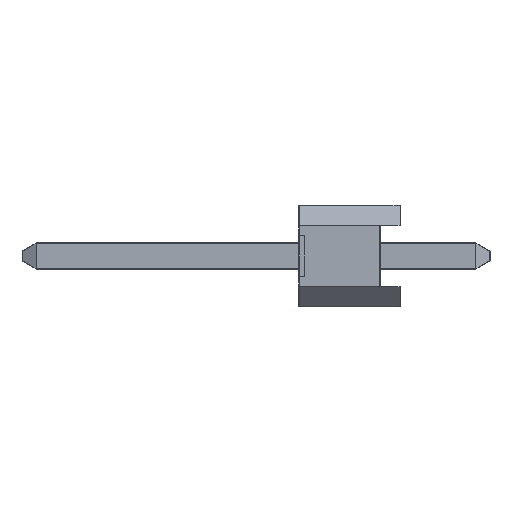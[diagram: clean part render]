
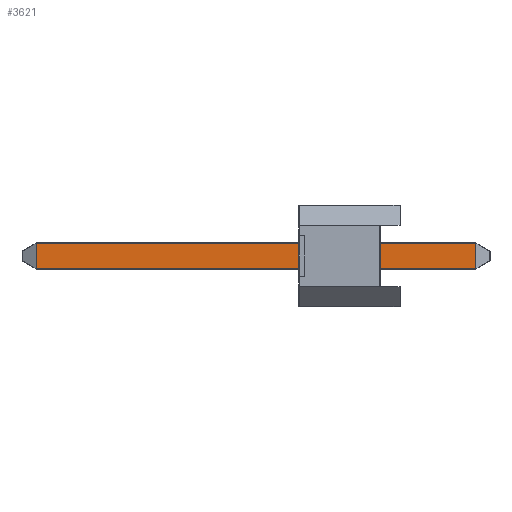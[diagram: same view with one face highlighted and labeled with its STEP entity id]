
A CAD part, left-side view. The second image highlights one B-rep face of the part: STEP entity #3621.
In plain terms, the highlighted planar face has unit normal (-1, 0, 0).
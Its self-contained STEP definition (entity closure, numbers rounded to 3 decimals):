
#34 = CARTESIAN_POINT ( 'NONE',  ( -0.32, 11.5, 0.31 ) ) ;
#296 = VERTEX_POINT ( 'NONE', #2192 ) ;
#356 = AXIS2_PLACEMENT_3D ( 'NONE', #2232, #2870, #1666 ) ;
#474 = VECTOR ( 'NONE', #3755, 1000. ) ;
#533 = VERTEX_POINT ( 'NONE', #1255 ) ;
#551 = CARTESIAN_POINT ( 'NONE',  ( -0.32, 11.5, -0.31 ) ) ;
#653 = CARTESIAN_POINT ( 'NONE',  ( -0.32, 11.154, -0.31 ) ) ;
#732 = CARTESIAN_POINT ( 'NONE',  ( -0.32, 0.346, -0.32 ) ) ;
#749 = EDGE_CURVE ( 'NONE', #533, #1167, #3218, .T. ) ;
#1166 = ORIENTED_EDGE ( 'NONE', *, *, #1592, .T. ) ;
#1167 = VERTEX_POINT ( 'NONE', #653 ) ;
#1255 = CARTESIAN_POINT ( 'NONE',  ( -0.32, 11.154, 0.31 ) ) ;
#1332 = ORIENTED_EDGE ( 'NONE', *, *, #1608, .T. ) ;
#1340 = DIRECTION ( 'NONE',  ( 0., 0., -1. ) ) ;
#1370 = DIRECTION ( 'NONE',  ( 0., -1., 0. ) ) ;
#1377 = PLANE ( 'NONE',  #356 ) ;
#1592 = EDGE_CURVE ( 'NONE', #296, #533, #2637, .T. ) ;
#1608 = EDGE_CURVE ( 'NONE', #1895, #296, #3693, .T. ) ;
#1666 = DIRECTION ( 'NONE',  ( 0., 0., -1. ) ) ;
#1787 = VECTOR ( 'NONE', #1876, 1000. ) ;
#1799 = CARTESIAN_POINT ( 'NONE',  ( -0.32, 0.346, -0.31 ) ) ;
#1830 = VECTOR ( 'NONE', #1340, 1000. ) ;
#1876 = DIRECTION ( 'NONE',  ( 0., 0., 1. ) ) ;
#1895 = VERTEX_POINT ( 'NONE', #1799 ) ;
#2033 = ORIENTED_EDGE ( 'NONE', *, *, #2416, .T. ) ;
#2192 = CARTESIAN_POINT ( 'NONE',  ( -0.32, 0.346, 0.31 ) ) ;
#2232 = CARTESIAN_POINT ( 'NONE',  ( -0.32, 11.5, -0.32 ) ) ;
#2244 = LINE ( 'NONE', #551, #3713 ) ;
#2416 = EDGE_CURVE ( 'NONE', #1167, #1895, #2244, .T. ) ;
#2637 = LINE ( 'NONE', #34, #474 ) ;
#2658 = EDGE_LOOP ( 'NONE', ( #3415, #2033, #1332, #1166 ) ) ;
#2870 = DIRECTION ( 'NONE',  ( 1., 0., 0. ) ) ;
#2924 = CARTESIAN_POINT ( 'NONE',  ( -0.32, 11.154, -0.32 ) ) ;
#3218 = LINE ( 'NONE', #2924, #1830 ) ;
#3415 = ORIENTED_EDGE ( 'NONE', *, *, #749, .T. ) ;
#3420 = FACE_OUTER_BOUND ( 'NONE', #2658, .T. ) ;
#3621 = ADVANCED_FACE ( 'NONE', ( #3420 ), #1377, .F. ) ;
#3693 = LINE ( 'NONE', #732, #1787 ) ;
#3713 = VECTOR ( 'NONE', #1370, 1000. ) ;
#3755 = DIRECTION ( 'NONE',  ( 0., 1., 0. ) ) ;
